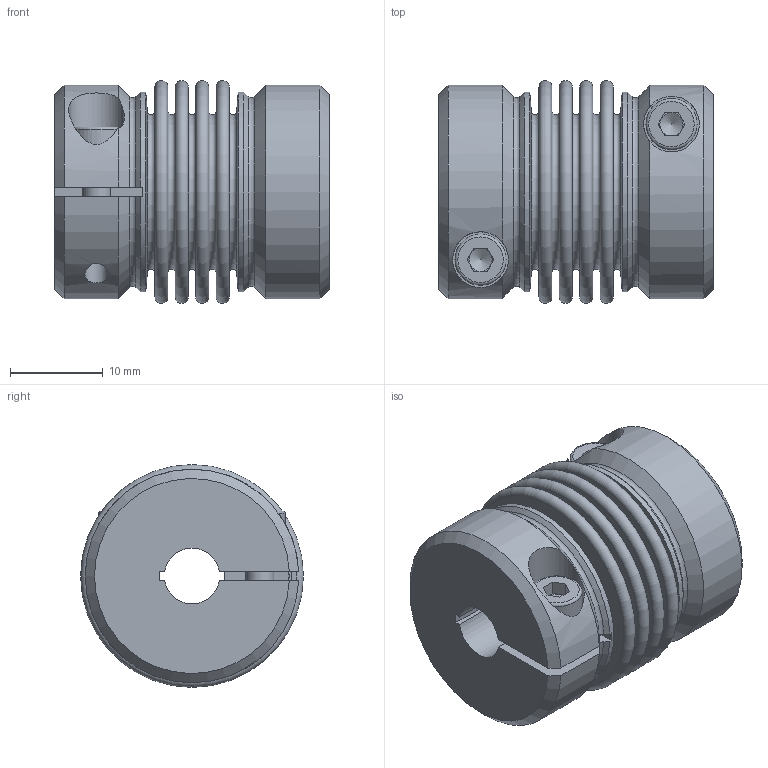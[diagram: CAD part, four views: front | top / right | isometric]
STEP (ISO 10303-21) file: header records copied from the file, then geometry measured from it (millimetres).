
FILE_DESCRIPTION( ( 'Unknown' ), '1' );
FILE_NAME( 'KG 5.stp', 'Unknown', ( 'Unknown' ), ( 'Unknown' ), 'PSStep 10.1', 'Unknown', ' ' );
FILE_SCHEMA( ( 'AUTOMOTIVE_DESIGN { 1 0 10303 214 1 1 1 1 }' ) );
Length unit declared in the file: millimetre
Products named in the file (1): KT102463
Bounding box: 29.56 x 24 x 24 mm (x, y, z)
Volume: 7390.2 mm3; surface area: 8860.2 mm2
Topology: 1 solids, 1 shells, 118 faces, 269 edges, 173 vertices
Faces by surface type: plane 64, torus 22, cylinder 20, cone 12
Full cylindrical faces by diameter (mm): 2.5 x2, 3 x2, 3.4 x2, 5.5 x2, 6 x2, 20.9 x2, 21.5 x2
Entity records: 4176 total; most frequent: CARTESIAN_POINT 731, DIRECTION 546, ORIENTED_EDGE 424, AXIS2_PLACEMENT_3D 225, EDGE_CURVE 212, EDGE_LOOP 184, VERTEX_POINT 158, FACE_OUTER_BOUND 152
